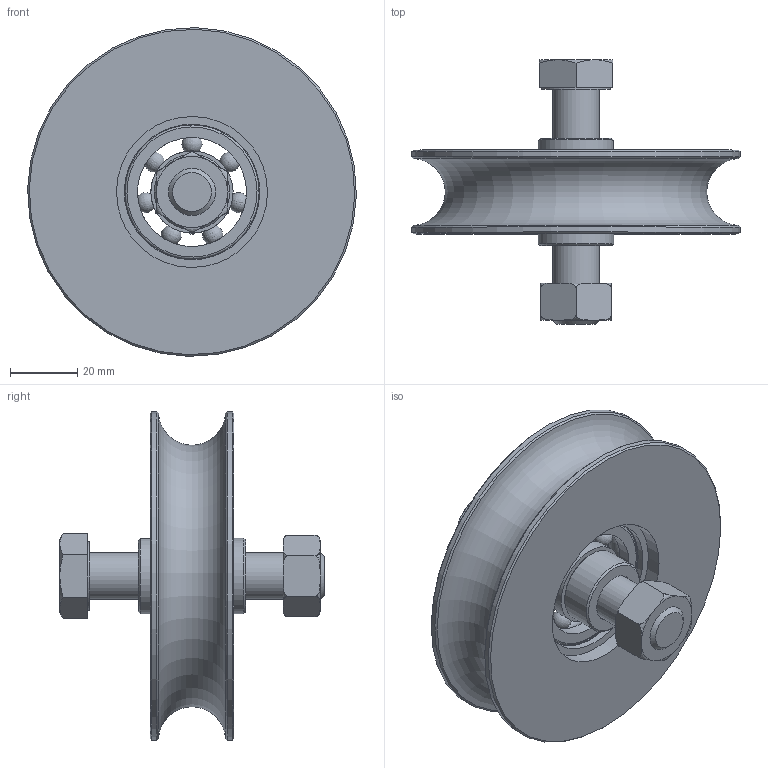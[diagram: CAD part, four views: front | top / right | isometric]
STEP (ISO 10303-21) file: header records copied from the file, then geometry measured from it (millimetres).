
FILE_DESCRIPTION(/* description */ (''),/* implementation_level */ '2;1');
FILE_NAME(/* name */ '20101R21.stp',/* time_stamp */ '2019-08-08T08:42:27+02:00',/* author */ ('DOMINIQUE'),/* organization */ (''),/* preprocessor_version */ 'ST-DEVELOPER v17.2',/* originating_system */ 'Autodesk Inventor 2019',/* authorisation */ '');
FILE_SCHEMA (('AUTOMOTIVE_DESIGN { 1 0 10303 214 3 1 1 }'));
Length unit declared in the file: millimetre
Products named in the file (1): 20101R21
Bounding box: 97.98 x 78.8 x 97.98 mm (x, y, z)
Volume: 142222.7 mm3; surface area: 42498 mm2
Topology: 14 solids, 14 shells, 101 faces, 252 edges, 173 vertices
Faces by surface type: plane 34, cylinder 21, cone 20, torus 19, sphere 7
Full cylindrical faces by diameter (mm): 11.835 x1, 14 x1, 14.5 x2, 17 x3, 20.5 x1, 22.5 x2, 24.498 x2, 32.502 x2, 36.5 x1, 40 x2, 40.4 x1, 45 x1, 98 x2
Entity records: 3402 total; most frequent: CARTESIAN_POINT 777, DIRECTION 543, ORIENTED_EDGE 476, AXIS2_PLACEMENT_3D 239, EDGE_CURVE 238, VERTEX_POINT 173, CIRCLE 137, EDGE_LOOP 121
